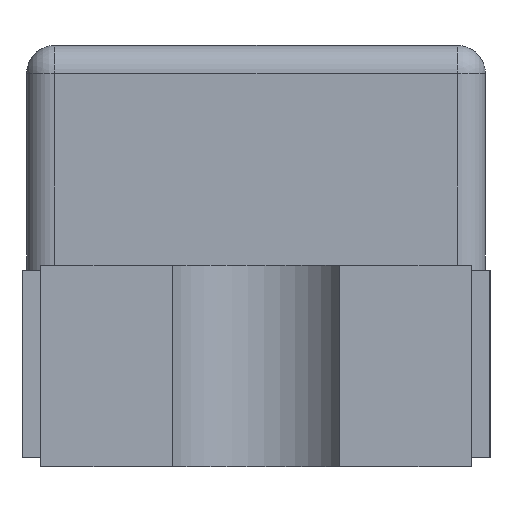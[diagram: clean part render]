
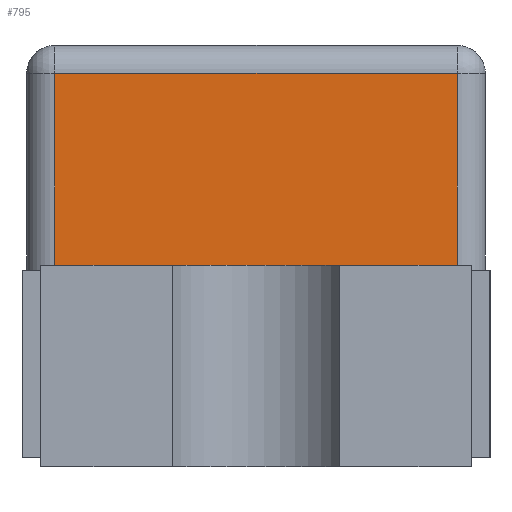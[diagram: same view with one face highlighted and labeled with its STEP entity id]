
A CAD part, left-side view. The second image highlights one B-rep face of the part: STEP entity #795.
In plain terms, the highlighted planar face has unit normal (-1, 0, 0).
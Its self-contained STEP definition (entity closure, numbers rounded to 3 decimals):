
#45=PLANE('',#864);
#74=FACE_OUTER_BOUND('',#116,.T.);
#116=EDGE_LOOP('',(#642,#643,#644,#645));
#151=LINE('',#1169,#235);
#202=LINE('',#1282,#286);
#203=LINE('',#1283,#287);
#204=LINE('',#1284,#288);
#235=VECTOR('',#940,1000.);
#286=VECTOR('',#1041,1000.);
#287=VECTOR('',#1042,1000.);
#288=VECTOR('',#1043,1000.);
#345=VERTEX_POINT('',#1166);
#346=VERTEX_POINT('',#1168);
#382=VERTEX_POINT('',#1280);
#383=VERTEX_POINT('',#1281);
#417=EDGE_CURVE('',#345,#346,#151,.T.);
#474=EDGE_CURVE('',#382,#383,#202,.T.);
#475=EDGE_CURVE('',#383,#346,#203,.T.);
#476=EDGE_CURVE('',#345,#382,#204,.T.);
#642=ORIENTED_EDGE('',*,*,#474,.T.);
#643=ORIENTED_EDGE('',*,*,#475,.T.);
#644=ORIENTED_EDGE('',*,*,#417,.F.);
#645=ORIENTED_EDGE('',*,*,#476,.T.);
#795=ADVANCED_FACE('',(#74),#45,.F.);
#864=AXIS2_PLACEMENT_3D('',#1279,#1039,#1040);
#940=DIRECTION('',(0.,1.,0.));
#1039=DIRECTION('center_axis',(1.,0.,0.));
#1040=DIRECTION('ref_axis',(0.,1.,0.));
#1041=DIRECTION('',(0.,1.,0.));
#1042=DIRECTION('',(0.,0.,-1.));
#1043=DIRECTION('',(0.,0.,1.));
#1166=CARTESIAN_POINT('',(-0.42,-0.215,0.215));
#1168=CARTESIAN_POINT('',(-0.42,0.215,0.215));
#1169=CARTESIAN_POINT('',(-0.42,-0.23,0.215));
#1279=CARTESIAN_POINT('Origin',(-0.42,0.245,0.45));
#1280=CARTESIAN_POINT('',(-0.42,-0.215,0.42));
#1281=CARTESIAN_POINT('',(-0.42,0.215,0.42));
#1282=CARTESIAN_POINT('',(-0.42,0.245,0.42));
#1283=CARTESIAN_POINT('',(-0.42,0.215,0.45));
#1284=CARTESIAN_POINT('',(-0.42,-0.215,0.45));
